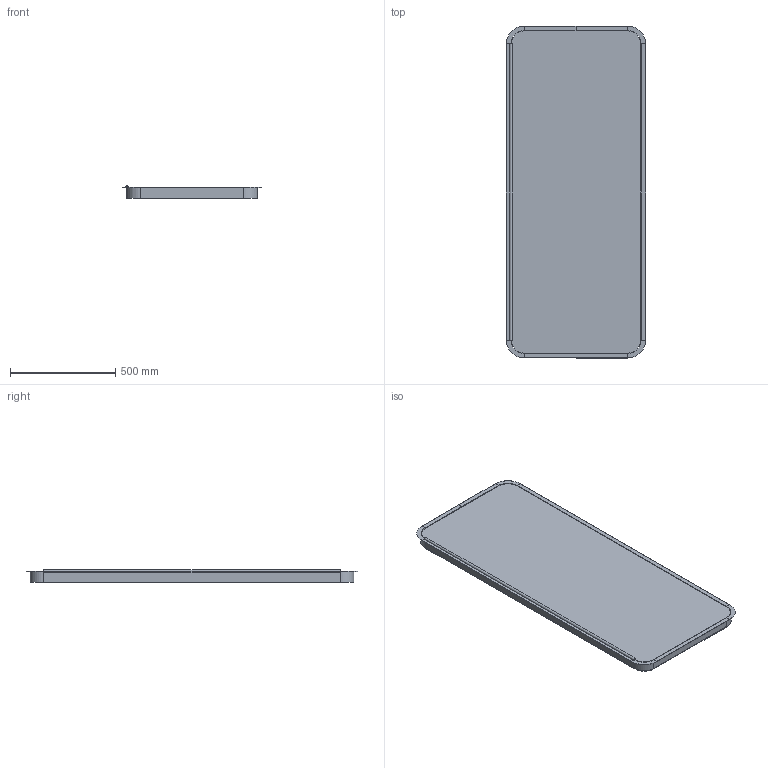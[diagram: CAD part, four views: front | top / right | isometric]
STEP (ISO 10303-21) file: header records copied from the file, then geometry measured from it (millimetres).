
FILE_DESCRIPTION (( 'STEP AP203' ), '1' );
FILE_NAME ('CARAVAN-DOOR_REV_.step', '2025-08-17T03:56:41', ( '' ), ( '' ), 'SwSTEP 2.0', 'SolidWorks 2024', '' );
FILE_SCHEMA (( 'CONFIG_CONTROL_DESIGN' ));
Length unit declared in the file: millimetre
Products named in the file (1): CARAVAN-DOOR_REV_
Bounding box: 662 x 1580 x 60.61 mm (x, y, z)
Volume: 47735452.7 mm3; surface area: 2768081.1 mm2
Topology: 2 solids, 2 shells, 91 faces, 191 edges, 100 vertices
Faces by surface type: plane 68, cylinder 23
Entity records: 2406 total; most frequent: DIRECTION 413, CARTESIAN_POINT 407, ORIENTED_EDGE 382, EDGE_CURVE 191, AXIS2_PLACEMENT_3D 138, VECTOR 137, LINE 137, VERTEX_POINT 100
